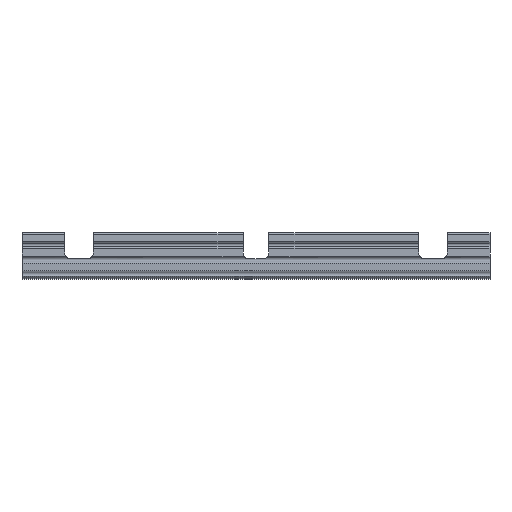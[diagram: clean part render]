
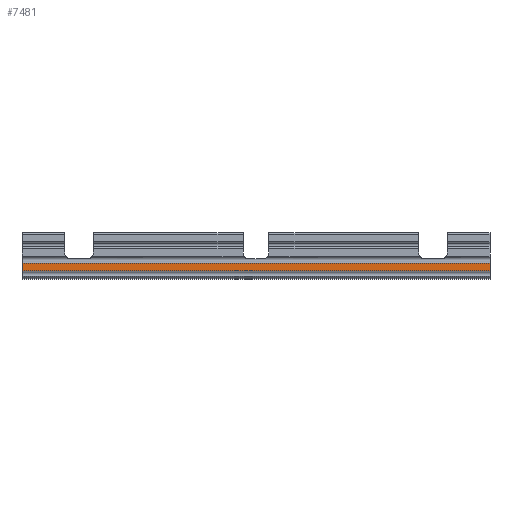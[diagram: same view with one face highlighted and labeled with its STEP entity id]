
A CAD part, left-side view. The second image highlights one B-rep face of the part: STEP entity #7481.
In plain terms, the highlighted planar face has unit normal (-1, 0, 0).
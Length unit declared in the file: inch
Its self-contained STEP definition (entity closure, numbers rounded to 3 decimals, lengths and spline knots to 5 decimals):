
#421 = DIRECTION ( 'NONE',  ( 0., -1., 0. ) ) ;
#785 = LINE ( 'NONE', #4391, #1264 ) ;
#1264 = VECTOR ( 'NONE', #7832, 39.37008 ) ;
#1398 = VERTEX_POINT ( 'NONE', #7786 ) ;
#1421 = VERTEX_POINT ( 'NONE', #6979 ) ;
#1477 = DIRECTION ( 'NONE',  ( 0., 0., 1. ) ) ;
#2289 = CARTESIAN_POINT ( 'NONE',  ( -1., 46., -1.58425 ) ) ;
#2574 = VECTOR ( 'NONE', #11313, 39.37008 ) ;
#2960 = ORIENTED_EDGE ( 'NONE', *, *, #4606, .F. ) ;
#3173 = CARTESIAN_POINT ( 'NONE',  ( -1., 20.5, -1.63771 ) ) ;
#3725 = EDGE_CURVE ( 'NONE', #1421, #1398, #4875, .T. ) ;
#3956 = EDGE_CURVE ( 'NONE', #11347, #8929, #4419, .T. ) ;
#4071 = EDGE_LOOP ( 'NONE', ( #9960, #6193, #2960, #4869 ) ) ;
#4391 = CARTESIAN_POINT ( 'NONE',  ( -1., 0.5, -1.58425 ) ) ;
#4419 = LINE ( 'NONE', #7865, #2574 ) ;
#4606 = EDGE_CURVE ( 'NONE', #1398, #8929, #785, .T. ) ;
#4869 = ORIENTED_EDGE ( 'NONE', *, *, #3725, .F. ) ;
#4875 = LINE ( 'NONE', #8314, #9670 ) ;
#5217 = EDGE_CURVE ( 'NONE', #11347, #1421, #5852, .T. ) ;
#5334 = CARTESIAN_POINT ( 'NONE',  ( -1., 0.5, -1.63771 ) ) ;
#5781 = DIRECTION ( 'NONE',  ( 1., 0., 0. ) ) ;
#5852 = LINE ( 'NONE', #9326, #6227 ) ;
#6193 = ORIENTED_EDGE ( 'NONE', *, *, #3956, .T. ) ;
#6227 = VECTOR ( 'NONE', #1477, 39.37008 ) ;
#6639 = FACE_OUTER_BOUND ( 'NONE', #4071, .T. ) ;
#6979 = CARTESIAN_POINT ( 'NONE',  ( -1., 20.5, -1.29979 ) ) ;
#7481 = ADVANCED_FACE ( 'NONE', ( #6639 ), #10105, .F. ) ;
#7786 = CARTESIAN_POINT ( 'NONE',  ( -1., 0.5, -1.29979 ) ) ;
#7832 = DIRECTION ( 'NONE',  ( 0., 0., -1. ) ) ;
#7865 = CARTESIAN_POINT ( 'NONE',  ( -1., 46., -1.63771 ) ) ;
#8314 = CARTESIAN_POINT ( 'NONE',  ( -1., 46., -1.29979 ) ) ;
#8929 = VERTEX_POINT ( 'NONE', #5334 ) ;
#9262 = DIRECTION ( 'NONE',  ( 0., 0., -1. ) ) ;
#9326 = CARTESIAN_POINT ( 'NONE',  ( -1., 20.5, -1.58425 ) ) ;
#9670 = VECTOR ( 'NONE', #421, 39.37008 ) ;
#9723 = AXIS2_PLACEMENT_3D ( 'NONE', #2289, #5781, #9262 ) ;
#9960 = ORIENTED_EDGE ( 'NONE', *, *, #5217, .F. ) ;
#10105 = PLANE ( 'NONE',  #9723 ) ;
#11313 = DIRECTION ( 'NONE',  ( 0., -1., 0. ) ) ;
#11347 = VERTEX_POINT ( 'NONE', #3173 ) ;
